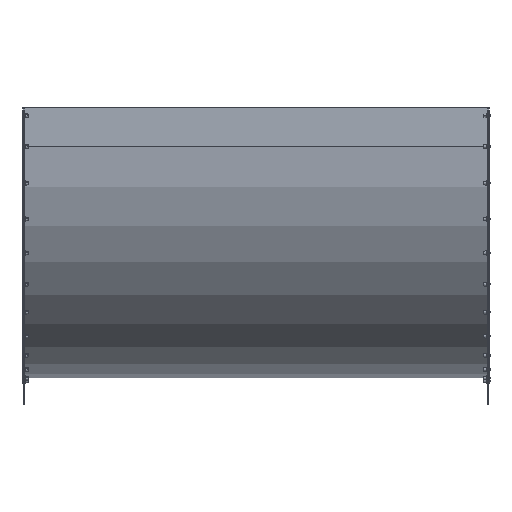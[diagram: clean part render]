
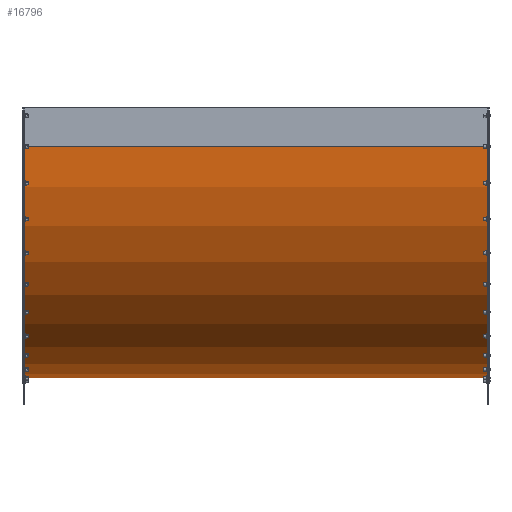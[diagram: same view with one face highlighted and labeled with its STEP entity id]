
A CAD part, front view. The second image highlights one B-rep face of the part: STEP entity #16796.
In plain terms, the highlighted cylindrical face has radius 300 mm (diameter 600 mm), a partial arc.
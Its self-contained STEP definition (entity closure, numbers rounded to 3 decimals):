
#478 = CARTESIAN_POINT ( 'NONE',  ( -300.5, -350., 300. ) ) ;
#526 = CARTESIAN_POINT ( 'NONE',  ( -300.5, -50., 0. ) ) ;
#1580 = CARTESIAN_POINT ( 'NONE',  ( 0., -50., 300. ) ) ;
#3260 = VECTOR ( 'NONE', #6018, 1000. ) ;
#3372 = VERTEX_POINT ( 'NONE', #13978 ) ;
#4108 = DIRECTION ( 'NONE',  ( -1., 0., 0. ) ) ;
#4622 = AXIS2_PLACEMENT_3D ( 'NONE', #1580, #8318, #11076 ) ;
#4811 = CYLINDRICAL_SURFACE ( 'NONE', #4622, 300. ) ;
#5019 = EDGE_CURVE ( 'NONE', #15127, #13809, #10901, .T. ) ;
#5207 = CIRCLE ( 'NONE', #5512, 300. ) ;
#5512 = AXIS2_PLACEMENT_3D ( 'NONE', #14548, #6516, #15919 ) ;
#5556 = CARTESIAN_POINT ( 'NONE',  ( -300.5, -50., 0. ) ) ;
#6018 = DIRECTION ( 'NONE',  ( -1., 0., 0. ) ) ;
#6516 = DIRECTION ( 'NONE',  ( -1., 0., 0. ) ) ;
#6845 = CARTESIAN_POINT ( 'NONE',  ( 300.5, -50., 0. ) ) ;
#6873 = EDGE_CURVE ( 'NONE', #15127, #3372, #5207, .T. ) ;
#8318 = DIRECTION ( 'NONE',  ( -1., 0., 0. ) ) ;
#8558 = AXIS2_PLACEMENT_3D ( 'NONE', #12241, #4108, #13595 ) ;
#8664 = ORIENTED_EDGE ( 'NONE', *, *, #6873, .T. ) ;
#8885 = FACE_OUTER_BOUND ( 'NONE', #10611, .T. ) ;
#9537 = ORIENTED_EDGE ( 'NONE', *, *, #5019, .F. ) ;
#9590 = CARTESIAN_POINT ( 'NONE',  ( -300.5, -350., 300. ) ) ;
#10285 = EDGE_CURVE ( 'NONE', #3372, #16936, #16098, .T. ) ;
#10488 = CIRCLE ( 'NONE', #8558, 300. ) ;
#10611 = EDGE_LOOP ( 'NONE', ( #9537, #8664, #13648, #13266 ) ) ;
#10901 = LINE ( 'NONE', #5556, #3260 ) ;
#10938 = DIRECTION ( 'NONE',  ( -1., 0., 0. ) ) ;
#11076 = DIRECTION ( 'NONE',  ( 0., 0., 1. ) ) ;
#11719 = EDGE_CURVE ( 'NONE', #13809, #16936, #10488, .T. ) ;
#12241 = CARTESIAN_POINT ( 'NONE',  ( -300.5, -50., 300. ) ) ;
#12526 = VECTOR ( 'NONE', #10938, 1000. ) ;
#13266 = ORIENTED_EDGE ( 'NONE', *, *, #11719, .F. ) ;
#13595 = DIRECTION ( 'NONE',  ( 0., 0., 1. ) ) ;
#13648 = ORIENTED_EDGE ( 'NONE', *, *, #10285, .T. ) ;
#13809 = VERTEX_POINT ( 'NONE', #526 ) ;
#13978 = CARTESIAN_POINT ( 'NONE',  ( 300.5, -350., 300. ) ) ;
#14548 = CARTESIAN_POINT ( 'NONE',  ( 300.5, -50., 300. ) ) ;
#15127 = VERTEX_POINT ( 'NONE', #6845 ) ;
#15919 = DIRECTION ( 'NONE',  ( 0., 0., 1. ) ) ;
#16098 = LINE ( 'NONE', #9590, #12526 ) ;
#16796 = ADVANCED_FACE ( 'NONE', ( #8885 ), #4811, .T. ) ;
#16936 = VERTEX_POINT ( 'NONE', #478 ) ;
